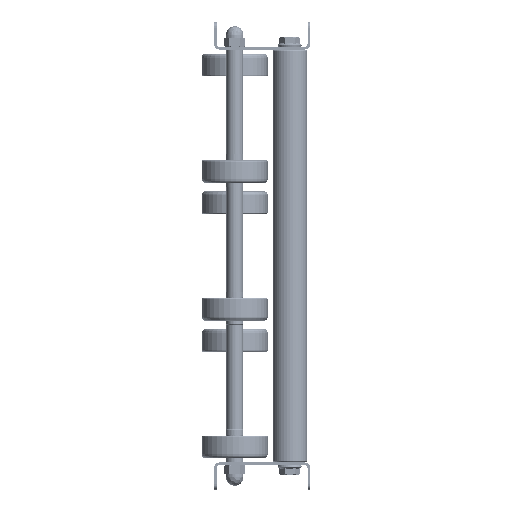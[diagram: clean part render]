
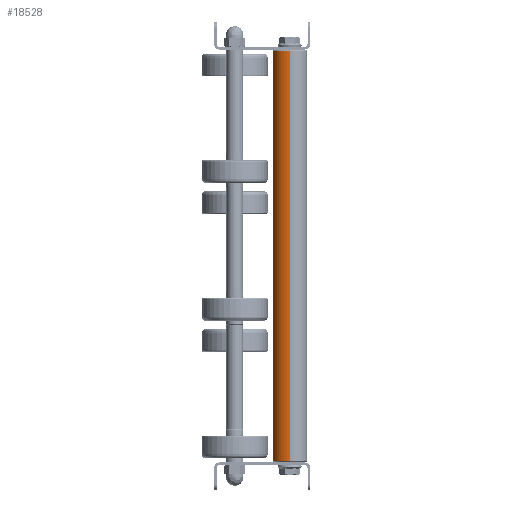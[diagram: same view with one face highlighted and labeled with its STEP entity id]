
A CAD part, left-side view. The second image highlights one B-rep face of the part: STEP entity #18528.
In plain terms, the highlighted cylindrical face has radius 12.5 mm (diameter 25 mm), a partial arc.
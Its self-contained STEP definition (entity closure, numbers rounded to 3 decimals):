
#368 = CARTESIAN_POINT ( 'NONE',  ( 299., 0., -12.5 ) ) ;
#603 = CARTESIAN_POINT ( 'NONE',  ( 1., 0., -12.5 ) ) ;
#1580 = DIRECTION ( 'NONE',  ( -1., 0., 0. ) ) ;
#1595 = CIRCLE ( 'NONE', #26394, 12.5 ) ;
#1877 = DIRECTION ( 'NONE',  ( 1., 0., 0. ) ) ;
#2815 = VERTEX_POINT ( 'NONE', #41965 ) ;
#2989 = VECTOR ( 'NONE', #19948, 1000. ) ;
#5632 = EDGE_CURVE ( 'NONE', #7488, #14352, #37470, .T. ) ;
#6427 = LINE ( 'NONE', #16643, #2989 ) ;
#6574 = AXIS2_PLACEMENT_3D ( 'NONE', #17531, #7306, #41251 ) ;
#7098 = DIRECTION ( 'NONE',  ( -1., 0., 0. ) ) ;
#7306 = DIRECTION ( 'NONE',  ( -1., 0., 0. ) ) ;
#7488 = VERTEX_POINT ( 'NONE', #368 ) ;
#8816 = VECTOR ( 'NONE', #7098, 1000. ) ;
#9682 = EDGE_CURVE ( 'NONE', #14352, #2815, #1595, .T. ) ;
#13972 = CARTESIAN_POINT ( 'NONE',  ( 300., 0., -12.5 ) ) ;
#14352 = VERTEX_POINT ( 'NONE', #603 ) ;
#14899 = CARTESIAN_POINT ( 'NONE',  ( 299., 0., 12.5 ) ) ;
#15399 = DIRECTION ( 'NONE',  ( 0., 0., -1. ) ) ;
#15851 = CARTESIAN_POINT ( 'NONE',  ( 1., 0., 0. ) ) ;
#16643 = CARTESIAN_POINT ( 'NONE',  ( 300., 0., 12.5 ) ) ;
#17531 = CARTESIAN_POINT ( 'NONE',  ( 299., 0., 0. ) ) ;
#18528 = ADVANCED_FACE ( 'NONE', ( #35059 ), #25093, .T. ) ;
#19948 = DIRECTION ( 'NONE',  ( -1., 0., 0. ) ) ;
#23589 = ORIENTED_EDGE ( 'NONE', *, *, #9682, .T. ) ;
#23629 = ORIENTED_EDGE ( 'NONE', *, *, #42427, .F. ) ;
#25093 = CYLINDRICAL_SURFACE ( 'NONE', #36748, 12.5 ) ;
#26394 = AXIS2_PLACEMENT_3D ( 'NONE', #15851, #1877, #15399 ) ;
#30954 = EDGE_CURVE ( 'NONE', #34286, #7488, #31362, .T. ) ;
#31362 = CIRCLE ( 'NONE', #6574, 12.5 ) ;
#34286 = VERTEX_POINT ( 'NONE', #14899 ) ;
#34848 = CARTESIAN_POINT ( 'NONE',  ( 300., 0., 0. ) ) ;
#34916 = ORIENTED_EDGE ( 'NONE', *, *, #30954, .T. ) ;
#35059 = FACE_OUTER_BOUND ( 'NONE', #38725, .T. ) ;
#36748 = AXIS2_PLACEMENT_3D ( 'NONE', #34848, #1580, #38597 ) ;
#37470 = LINE ( 'NONE', #13972, #8816 ) ;
#38597 = DIRECTION ( 'NONE',  ( 0., 0., 1. ) ) ;
#38725 = EDGE_LOOP ( 'NONE', ( #34916, #42297, #23589, #23629 ) ) ;
#41251 = DIRECTION ( 'NONE',  ( 0., 0., -1. ) ) ;
#41965 = CARTESIAN_POINT ( 'NONE',  ( 1., 0., 12.5 ) ) ;
#42297 = ORIENTED_EDGE ( 'NONE', *, *, #5632, .T. ) ;
#42427 = EDGE_CURVE ( 'NONE', #34286, #2815, #6427, .T. ) ;
